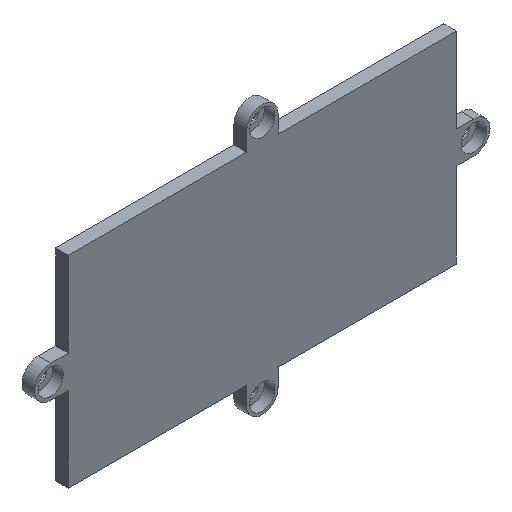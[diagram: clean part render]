
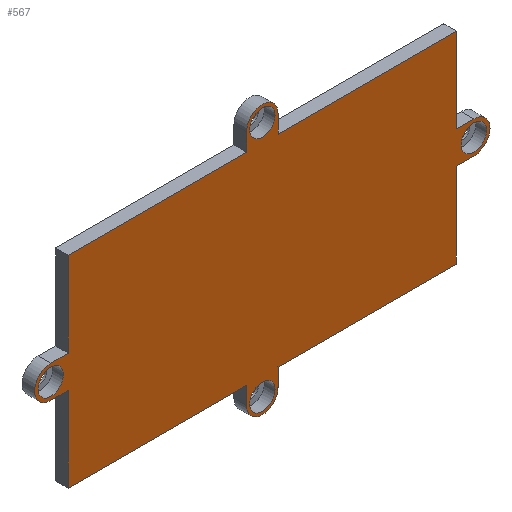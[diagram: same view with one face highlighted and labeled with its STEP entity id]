
A CAD part, isometric view. The second image highlights one B-rep face of the part: STEP entity #567.
In plain terms, the highlighted planar face has unit normal (0, -1, 0).
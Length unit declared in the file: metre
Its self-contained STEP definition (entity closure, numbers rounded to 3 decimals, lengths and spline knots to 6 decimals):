
#40=LINE('',#896,#92);
#41=LINE('',#899,#93);
#42=LINE('',#901,#94);
#43=LINE('',#903,#95);
#44=LINE('',#907,#96);
#45=LINE('',#909,#97);
#46=LINE('',#911,#98);
#47=LINE('',#913,#99);
#48=LINE('',#917,#100);
#49=LINE('',#919,#101);
#50=LINE('',#921,#102);
#51=LINE('',#923,#103);
#52=LINE('',#927,#104);
#53=LINE('',#929,#105);
#54=LINE('',#931,#106);
#55=LINE('',#933,#107);
#92=VECTOR('',#713,1.);
#93=VECTOR('',#714,1.);
#94=VECTOR('',#715,1.);
#95=VECTOR('',#716,1.);
#96=VECTOR('',#719,1.);
#97=VECTOR('',#720,1.);
#98=VECTOR('',#721,1.);
#99=VECTOR('',#722,1.);
#100=VECTOR('',#725,1.);
#101=VECTOR('',#726,1.);
#102=VECTOR('',#727,1.);
#103=VECTOR('',#728,1.);
#104=VECTOR('',#731,1.);
#105=VECTOR('',#732,1.);
#106=VECTOR('',#733,1.);
#107=VECTOR('',#734,1.);
#152=ORIENTED_EDGE('',*,*,#304,.T.);
#153=ORIENTED_EDGE('',*,*,#305,.T.);
#154=ORIENTED_EDGE('',*,*,#306,.F.);
#155=ORIENTED_EDGE('',*,*,#307,.F.);
#156=ORIENTED_EDGE('',*,*,#308,.T.);
#157=ORIENTED_EDGE('',*,*,#309,.T.);
#158=ORIENTED_EDGE('',*,*,#310,.T.);
#159=ORIENTED_EDGE('',*,*,#311,.F.);
#160=ORIENTED_EDGE('',*,*,#312,.T.);
#161=ORIENTED_EDGE('',*,*,#313,.T.);
#162=ORIENTED_EDGE('',*,*,#314,.T.);
#163=ORIENTED_EDGE('',*,*,#315,.T.);
#164=ORIENTED_EDGE('',*,*,#316,.F.);
#165=ORIENTED_EDGE('',*,*,#317,.T.);
#166=ORIENTED_EDGE('',*,*,#318,.F.);
#167=ORIENTED_EDGE('',*,*,#319,.T.);
#168=ORIENTED_EDGE('',*,*,#320,.T.);
#169=ORIENTED_EDGE('',*,*,#321,.F.);
#170=ORIENTED_EDGE('',*,*,#322,.F.);
#171=ORIENTED_EDGE('',*,*,#323,.F.);
#172=ORIENTED_EDGE('',*,*,#324,.T.);
#173=ORIENTED_EDGE('',*,*,#325,.T.);
#174=ORIENTED_EDGE('',*,*,#326,.F.);
#175=ORIENTED_EDGE('',*,*,#327,.F.);
#304=EDGE_CURVE('',#380,#380,#420,.T.);
#305=EDGE_CURVE('',#381,#381,#421,.T.);
#306=EDGE_CURVE('',#382,#383,#40,.T.);
#307=EDGE_CURVE('',#384,#382,#41,.T.);
#308=EDGE_CURVE('',#384,#385,#42,.T.);
#309=EDGE_CURVE('',#385,#386,#43,.T.);
#310=EDGE_CURVE('',#386,#387,#422,.T.);
#311=EDGE_CURVE('',#388,#387,#44,.T.);
#312=EDGE_CURVE('',#388,#389,#45,.T.);
#313=EDGE_CURVE('',#389,#390,#46,.T.);
#314=EDGE_CURVE('',#390,#391,#47,.T.);
#315=EDGE_CURVE('',#391,#392,#423,.T.);
#316=EDGE_CURVE('',#393,#392,#48,.T.);
#317=EDGE_CURVE('',#393,#394,#49,.T.);
#318=EDGE_CURVE('',#395,#394,#50,.T.);
#319=EDGE_CURVE('',#395,#396,#51,.T.);
#320=EDGE_CURVE('',#396,#397,#424,.T.);
#321=EDGE_CURVE('',#398,#397,#52,.T.);
#322=EDGE_CURVE('',#399,#398,#53,.T.);
#323=EDGE_CURVE('',#400,#399,#54,.T.);
#324=EDGE_CURVE('',#400,#401,#55,.T.);
#325=EDGE_CURVE('',#401,#383,#425,.T.);
#326=EDGE_CURVE('',#402,#402,#426,.T.);
#327=EDGE_CURVE('',#403,#403,#427,.T.);
#380=VERTEX_POINT('',#893);
#381=VERTEX_POINT('',#895);
#382=VERTEX_POINT('',#897);
#383=VERTEX_POINT('',#898);
#384=VERTEX_POINT('',#900);
#385=VERTEX_POINT('',#902);
#386=VERTEX_POINT('',#904);
#387=VERTEX_POINT('',#906);
#388=VERTEX_POINT('',#908);
#389=VERTEX_POINT('',#910);
#390=VERTEX_POINT('',#912);
#391=VERTEX_POINT('',#914);
#392=VERTEX_POINT('',#916);
#393=VERTEX_POINT('',#918);
#394=VERTEX_POINT('',#920);
#395=VERTEX_POINT('',#922);
#396=VERTEX_POINT('',#924);
#397=VERTEX_POINT('',#926);
#398=VERTEX_POINT('',#928);
#399=VERTEX_POINT('',#930);
#400=VERTEX_POINT('',#932);
#401=VERTEX_POINT('',#934);
#402=VERTEX_POINT('',#937);
#403=VERTEX_POINT('',#939);
#420=CIRCLE('',#623,0.0019);
#421=CIRCLE('',#624,0.0019);
#422=CIRCLE('',#625,0.002413);
#423=CIRCLE('',#626,0.002355);
#424=CIRCLE('',#627,0.002413);
#425=CIRCLE('',#628,0.002355);
#426=CIRCLE('',#629,0.0019);
#427=CIRCLE('',#630,0.0019);
#441=EDGE_LOOP('',(#152));
#442=EDGE_LOOP('',(#153));
#443=EDGE_LOOP('',(#154,#155,#156,#157,#158,#159,#160,#161,#162,#163,#164,
#165,#166,#167,#168,#169,#170,#171,#172,#173));
#444=EDGE_LOOP('',(#174));
#445=EDGE_LOOP('',(#175));
#495=FACE_BOUND('',#441,.T.);
#496=FACE_BOUND('',#442,.T.);
#497=FACE_BOUND('',#443,.T.);
#498=FACE_BOUND('',#444,.T.);
#499=FACE_BOUND('',#445,.T.);
#545=PLANE('',#622);
#567=ADVANCED_FACE('',(#495,#496,#497,#498,#499),#545,.T.);
#622=AXIS2_PLACEMENT_3D('',#891,#707,#708);
#623=AXIS2_PLACEMENT_3D('',#892,#709,#710);
#624=AXIS2_PLACEMENT_3D('',#894,#711,#712);
#625=AXIS2_PLACEMENT_3D('',#905,#717,#718);
#626=AXIS2_PLACEMENT_3D('',#915,#723,#724);
#627=AXIS2_PLACEMENT_3D('',#925,#729,#730);
#628=AXIS2_PLACEMENT_3D('',#935,#735,#736);
#629=AXIS2_PLACEMENT_3D('',#936,#737,#738);
#630=AXIS2_PLACEMENT_3D('',#938,#739,#740);
#707=DIRECTION('',(0.,-1.,0.));
#708=DIRECTION('',(1.,0.,0.));
#709=DIRECTION('',(0.,1.,0.));
#710=DIRECTION('',(0.,0.,-1.));
#711=DIRECTION('',(0.,1.,0.));
#712=DIRECTION('',(0.,0.,-1.));
#713=DIRECTION('',(0.,0.,1.));
#714=DIRECTION('',(1.,0.,0.));
#715=DIRECTION('',(0.,0.,-1.));
#716=DIRECTION('',(-1.,0.,0.));
#717=DIRECTION('',(0.,-1.,0.));
#718=DIRECTION('',(0.,0.,-1.));
#719=DIRECTION('',(-1.,0.,0.));
#720=DIRECTION('',(0.,0.,-1.));
#721=DIRECTION('',(1.,0.,0.));
#722=DIRECTION('',(0.,0.,-1.));
#723=DIRECTION('',(0.,-1.,0.));
#724=DIRECTION('',(0.,0.,-1.));
#725=DIRECTION('',(0.,0.,-1.));
#726=DIRECTION('',(1.,0.,0.));
#727=DIRECTION('',(0.,0.,-1.));
#728=DIRECTION('',(1.,0.,0.));
#729=DIRECTION('',(0.,-1.,0.));
#730=DIRECTION('',(0.,0.,-1.));
#731=DIRECTION('',(1.,0.,0.));
#732=DIRECTION('',(0.,0.,-1.));
#733=DIRECTION('',(1.,0.,0.));
#734=DIRECTION('',(0.,0.,1.));
#735=DIRECTION('',(0.,-1.,0.));
#736=DIRECTION('',(0.,0.,-1.));
#737=DIRECTION('',(0.,-1.,0.));
#738=DIRECTION('',(0.,0.,-1.));
#739=DIRECTION('',(0.,-1.,0.));
#740=DIRECTION('',(0.,0.,-1.));
#891=CARTESIAN_POINT('',(0.000386,-0.02656,0.));
#892=CARTESIAN_POINT('',(0.032734,-0.02656,0.));
#893=CARTESIAN_POINT('',(0.032734,-0.02656,-0.0019));
#894=CARTESIAN_POINT('',(0.001042,-0.02656,-0.01778));
#895=CARTESIAN_POINT('',(0.001042,-0.02656,-0.01968));
#896=CARTESIAN_POINT('',(-0.001313,-0.02656,0.016447));
#897=CARTESIAN_POINT('',(-0.001313,-0.02656,0.015113));
#898=CARTESIAN_POINT('',(-0.001313,-0.02656,0.01778));
#899=CARTESIAN_POINT('',(-0.014677,-0.02656,0.015113));
#900=CARTESIAN_POINT('',(-0.028041,-0.02656,0.015113));
#901=CARTESIAN_POINT('',(-0.028041,-0.02656,0.008763));
#902=CARTESIAN_POINT('',(-0.028041,-0.02656,0.002413));
#903=CARTESIAN_POINT('',(-0.029346,-0.02656,0.002413));
#904=CARTESIAN_POINT('',(-0.03065,-0.02656,0.002413));
#905=CARTESIAN_POINT('',(-0.03065,-0.02656,0.));
#906=CARTESIAN_POINT('',(-0.03065,-0.02656,-0.002413));
#907=CARTESIAN_POINT('',(-0.029346,-0.02656,-0.002413));
#908=CARTESIAN_POINT('',(-0.028041,-0.02656,-0.002413));
#909=CARTESIAN_POINT('',(-0.028041,-0.02656,-0.008763));
#910=CARTESIAN_POINT('',(-0.028041,-0.02656,-0.015113));
#911=CARTESIAN_POINT('',(-0.014677,-0.02656,-0.015113));
#912=CARTESIAN_POINT('',(-0.001313,-0.02656,-0.015113));
#913=CARTESIAN_POINT('',(-0.001313,-0.02656,-0.016447));
#914=CARTESIAN_POINT('',(-0.001313,-0.02656,-0.01778));
#915=CARTESIAN_POINT('',(0.001042,-0.02656,-0.01778));
#916=CARTESIAN_POINT('',(0.003397,-0.02656,-0.01778));
#917=CARTESIAN_POINT('',(0.003397,-0.02656,-0.016447));
#918=CARTESIAN_POINT('',(0.003397,-0.02656,-0.015113));
#919=CARTESIAN_POINT('',(0.016761,-0.02656,-0.015113));
#920=CARTESIAN_POINT('',(0.030125,-0.02656,-0.015113));
#921=CARTESIAN_POINT('',(0.030125,-0.02656,-0.008763));
#922=CARTESIAN_POINT('',(0.030125,-0.02656,-0.002413));
#923=CARTESIAN_POINT('',(0.031429,-0.02656,-0.002413));
#924=CARTESIAN_POINT('',(0.032734,-0.02656,-0.002413));
#925=CARTESIAN_POINT('',(0.032734,-0.02656,0.));
#926=CARTESIAN_POINT('',(0.032734,-0.02656,0.002413));
#927=CARTESIAN_POINT('',(0.031429,-0.02656,0.002413));
#928=CARTESIAN_POINT('',(0.030125,-0.02656,0.002413));
#929=CARTESIAN_POINT('',(0.030125,-0.02656,0.008763));
#930=CARTESIAN_POINT('',(0.030125,-0.02656,0.015113));
#931=CARTESIAN_POINT('',(0.016761,-0.02656,0.015113));
#932=CARTESIAN_POINT('',(0.003397,-0.02656,0.015113));
#933=CARTESIAN_POINT('',(0.003397,-0.02656,0.016447));
#934=CARTESIAN_POINT('',(0.003397,-0.02656,0.01778));
#935=CARTESIAN_POINT('',(0.001042,-0.02656,0.01778));
#936=CARTESIAN_POINT('',(-0.03065,-0.02656,0.));
#937=CARTESIAN_POINT('',(-0.03065,-0.02656,-0.0019));
#938=CARTESIAN_POINT('',(0.001042,-0.02656,0.01778));
#939=CARTESIAN_POINT('',(0.001042,-0.02656,0.01588));
